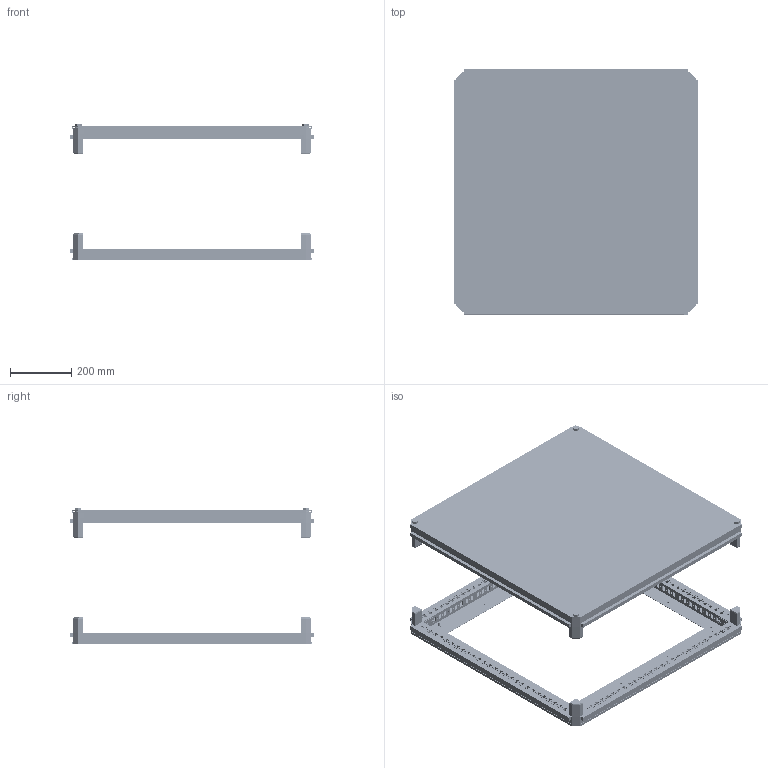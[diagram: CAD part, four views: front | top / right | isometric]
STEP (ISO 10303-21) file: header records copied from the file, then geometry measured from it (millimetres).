
FILE_DESCRIPTION (( 'STEP AP203' ), '1' );
FILE_NAME ('FO-00-KOF-080-080 FORMAT Êðûøà è îñíîâàíèå (ïîä ôëàíåö) 800õ800 IEK.STEP', '2024-07-29T16:44:16', ( '' ), ( '' ), 'SwSTEP 2.0', 'SolidWorks 2022', '' );
FILE_SCHEMA (( 'CONFIG_CONTROL_DESIGN' ));
Products named in the file (1): FO-00-KOF-080-080 FORMAT Крыша и основание (под фланец) 800х800 IEK
Bounding box: 800.11 x 800.11 x 444.4 mm (x, y, z)
Volume: 4004139.1 mm3; surface area: 3790267.2 mm2
Topology: 61 solids, 63 shells, 6480 faces, 17781 edges, 11624 vertices
Faces by surface type: plane 3768, cylinder 2088, bspline 344, cone 280
Entity records: 219791 total; most frequent: CARTESIAN_POINT 54701, ORIENTED_EDGE 35472, DIRECTION 31810, EDGE_CURVE 17736, VERTEX_POINT 11608, VECTOR 11600, LINE 11600, AXIS2_PLACEMENT_3D 10105
